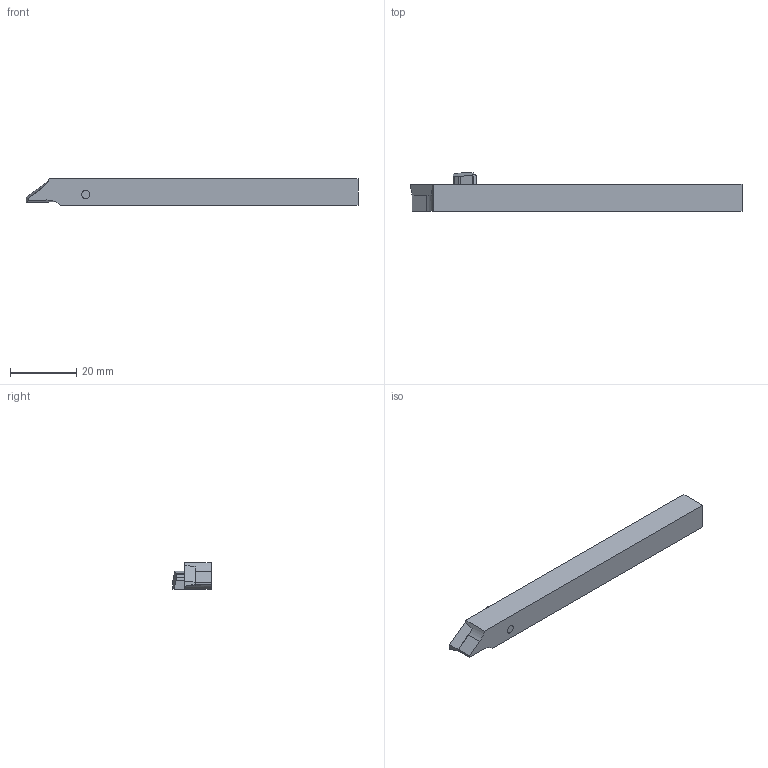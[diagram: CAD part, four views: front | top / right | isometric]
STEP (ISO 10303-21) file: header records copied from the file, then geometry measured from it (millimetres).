
FILE_DESCRIPTION (( 'STEP AP214' ), '1' );
FILE_NAME ('ISO-148-11.STEP', '2016-09-07T08:30:38', ( '' ), ( '' ), 'SwSTEP 2.0', 'SolidWorks 2016', '' );
FILE_SCHEMA (( 'AUTOMOTIVE_DESIGN' ));
Length unit declared in the file: millimetre
Products named in the file (1): ISO-148-11
Bounding box: 100 x 11.5 x 8 mm (x, y, z)
Volume: 6174.9 mm3; surface area: 3349.6 mm2
Topology: 1 solids, 1 shells, 48 faces, 142 edges, 94 vertices
Faces by surface type: plane 39, cylinder 8, cone 1
Entity records: 1858 total; most frequent: CARTESIAN_POINT 335, ORIENTED_EDGE 284, DIRECTION 270, EDGE_CURVE 142, VERTEX_POINT 94, AXIS2_PLACEMENT_3D 91, LINE 88, VECTOR 88
